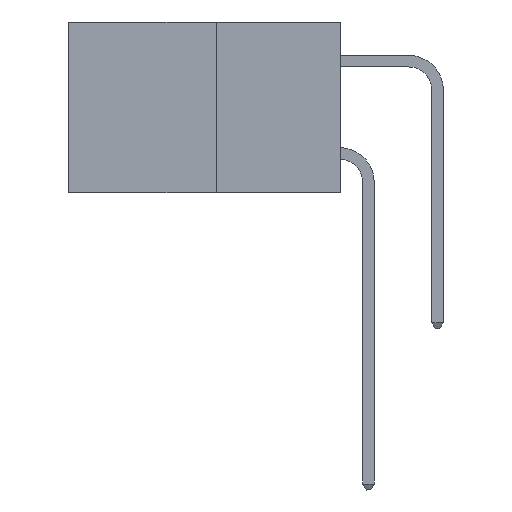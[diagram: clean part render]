
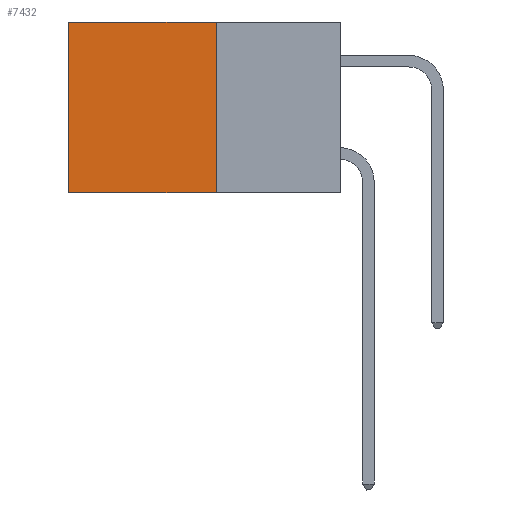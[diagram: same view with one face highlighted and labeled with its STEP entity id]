
A CAD part, left-side view. The second image highlights one B-rep face of the part: STEP entity #7432.
In plain terms, the highlighted planar face has unit normal (-1, 0, 0).
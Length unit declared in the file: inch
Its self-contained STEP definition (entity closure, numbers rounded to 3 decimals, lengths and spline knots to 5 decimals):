
#40 = LINE ( 'NONE', #20609, #4697 ) ;
#520 = EDGE_LOOP ( 'NONE', ( #4562, #5217, #21663, #20155 ) ) ;
#1008 = CARTESIAN_POINT ( 'NONE',  ( 0.277, 0.27, 0. ) ) ;
#3349 = LINE ( 'NONE', #24087, #23805 ) ;
#3722 = CARTESIAN_POINT ( 'NONE',  ( 0.277, 0.59, 0. ) ) ;
#4105 = EDGE_CURVE ( 'NONE', #14453, #15164, #40, .T. ) ;
#4562 = ORIENTED_EDGE ( 'NONE', *, *, #9574, .T. ) ;
#4697 = VECTOR ( 'NONE', #18686, 39.37008 ) ;
#5217 = ORIENTED_EDGE ( 'NONE', *, *, #4105, .F. ) ;
#5408 = AXIS2_PLACEMENT_3D ( 'NONE', #23234, #23202, #23180 ) ;
#5449 = FACE_OUTER_BOUND ( 'NONE', #520, .T. ) ;
#5495 = CARTESIAN_POINT ( 'NONE',  ( 0.277, 0.59, -0.37 ) ) ;
#7432 = ADVANCED_FACE ( 'NONE', ( #5449 ), #23315, .F. ) ;
#8719 = CARTESIAN_POINT ( 'NONE',  ( 0.277, 0.27, 0. ) ) ;
#9574 = EDGE_CURVE ( 'NONE', #9662, #15164, #17772, .T. ) ;
#9662 = VERTEX_POINT ( 'NONE', #3722 ) ;
#11891 = EDGE_CURVE ( 'NONE', #15933, #9662, #17390, .T. ) ;
#14265 = DIRECTION ( 'NONE',  ( 0., 0., -1. ) ) ;
#14453 = VERTEX_POINT ( 'NONE', #14643 ) ;
#14643 = CARTESIAN_POINT ( 'NONE',  ( 0.277, 0.27, -0.37 ) ) ;
#15164 = VERTEX_POINT ( 'NONE', #16492 ) ;
#15933 = VERTEX_POINT ( 'NONE', #8719 ) ;
#16492 = CARTESIAN_POINT ( 'NONE',  ( 0.277, 0.59, -0.37 ) ) ;
#17390 = LINE ( 'NONE', #1008, #21975 ) ;
#17772 = LINE ( 'NONE', #5495, #22358 ) ;
#18686 = DIRECTION ( 'NONE',  ( 0., 1., 0. ) ) ;
#20155 = ORIENTED_EDGE ( 'NONE', *, *, #11891, .T. ) ;
#20609 = CARTESIAN_POINT ( 'NONE',  ( 0.277, 0.27, -0.37 ) ) ;
#21025 = EDGE_CURVE ( 'NONE', #15933, #14453, #3349, .T. ) ;
#21663 = ORIENTED_EDGE ( 'NONE', *, *, #21025, .F. ) ;
#21975 = VECTOR ( 'NONE', #24719, 39.37008 ) ;
#22358 = VECTOR ( 'NONE', #23335, 39.37008 ) ;
#23180 = DIRECTION ( 'NONE',  ( 0., 0., -1. ) ) ;
#23202 = DIRECTION ( 'NONE',  ( 1., 0., 0. ) ) ;
#23234 = CARTESIAN_POINT ( 'NONE',  ( 0.277, 0.27, -0.37 ) ) ;
#23315 = PLANE ( 'NONE',  #5408 ) ;
#23335 = DIRECTION ( 'NONE',  ( 0., 0., -1. ) ) ;
#23805 = VECTOR ( 'NONE', #14265, 39.37008 ) ;
#24087 = CARTESIAN_POINT ( 'NONE',  ( 0.277, 0.27, -0.37 ) ) ;
#24719 = DIRECTION ( 'NONE',  ( 0., 1., 0. ) ) ;
